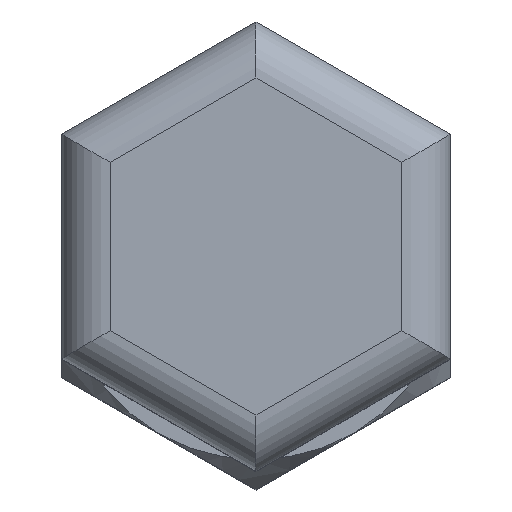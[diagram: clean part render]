
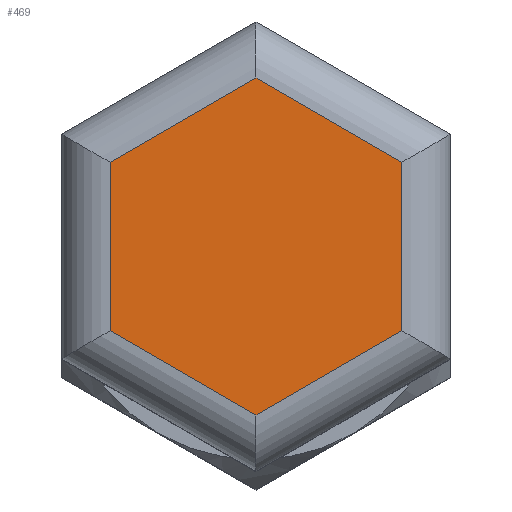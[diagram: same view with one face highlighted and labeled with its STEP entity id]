
A CAD part, top view. The second image highlights one B-rep face of the part: STEP entity #469.
In plain terms, the highlighted planar face has unit normal (0, 0, 1).
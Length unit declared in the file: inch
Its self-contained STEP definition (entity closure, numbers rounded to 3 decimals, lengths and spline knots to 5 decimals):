
#124=CARTESIAN_POINT('',(-0.375,-0.21651,0.875));
#125=VERTEX_POINT('',#124);
#126=CARTESIAN_POINT('',(-0.375,0.21651,0.875));
#127=VERTEX_POINT('',#126);
#128=CARTESIAN_POINT('',(-0.375,-0.21651,0.875));
#129=DIRECTION('',(0.0,1.0,0.0));
#130=VECTOR('',#129,0.43301);
#131=LINE('',#128,#130);
#132=EDGE_CURVE('',#125,#127,#131,.T.);
#166=CARTESIAN_POINT('',(0.,0.43301,0.875));
#167=VERTEX_POINT('',#166);
#168=CARTESIAN_POINT('',(-0.375,0.21651,0.875));
#169=DIRECTION('',(0.866,0.5,0.0));
#170=VECTOR('',#169,0.43301);
#171=LINE('',#168,#170);
#172=EDGE_CURVE('',#127,#167,#171,.T.);
#198=CARTESIAN_POINT('',(0.375,0.21651,0.875));
#199=VERTEX_POINT('',#198);
#200=CARTESIAN_POINT('',(0.,0.43301,0.875));
#201=DIRECTION('',(0.866,-0.5,0.0));
#202=VECTOR('',#201,0.43301);
#203=LINE('',#200,#202);
#204=EDGE_CURVE('',#167,#199,#203,.T.);
#230=CARTESIAN_POINT('',(0.375,-0.21651,0.875));
#231=VERTEX_POINT('',#230);
#232=CARTESIAN_POINT('',(0.375,0.21651,0.875));
#233=DIRECTION('',(0.0,-1.0,0.0));
#234=VECTOR('',#233,0.43301);
#235=LINE('',#232,#234);
#236=EDGE_CURVE('',#199,#231,#235,.T.);
#271=CARTESIAN_POINT('',(0.,-0.43301,0.875));
#272=VERTEX_POINT('',#271);
#273=CARTESIAN_POINT('',(0.375,-0.21651,0.875));
#274=DIRECTION('',(-0.866,-0.5,0.0));
#275=VECTOR('',#274,0.43301);
#276=LINE('',#273,#275);
#277=EDGE_CURVE('',#231,#272,#276,.T.);
#301=CARTESIAN_POINT('',(0.,-0.43301,0.875));
#302=DIRECTION('',(-0.866,0.5,0.0));
#303=VECTOR('',#302,0.43301);
#304=LINE('',#301,#303);
#305=EDGE_CURVE('',#272,#125,#304,.T.);
#456=CARTESIAN_POINT('',(0.14657,0.,0.875));
#457=DIRECTION('',(0.0,0.0,1.0));
#458=DIRECTION('',(1.0,0.0,0.0));
#459=AXIS2_PLACEMENT_3D('',#456,#457,#458);
#460=PLANE('',#459);
#461=ORIENTED_EDGE('',*,*,#132,.F.);
#462=ORIENTED_EDGE('',*,*,#305,.F.);
#463=ORIENTED_EDGE('',*,*,#277,.F.);
#464=ORIENTED_EDGE('',*,*,#236,.F.);
#465=ORIENTED_EDGE('',*,*,#204,.F.);
#466=ORIENTED_EDGE('',*,*,#172,.F.);
#467=EDGE_LOOP('',(#461,#462,#463,#464,#465,#466));
#468=FACE_OUTER_BOUND('',#467,.T.);
#469=ADVANCED_FACE('',(#468),#460,.T.);
